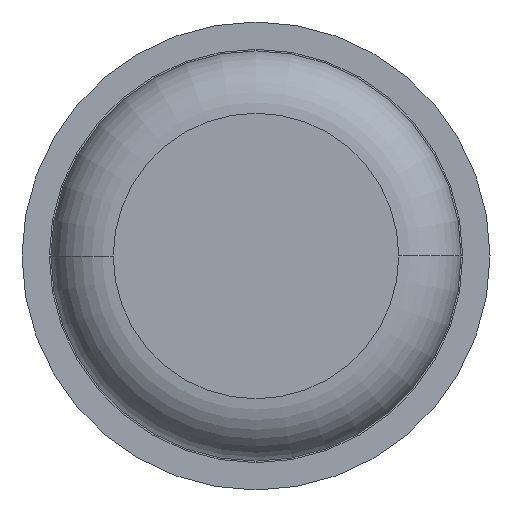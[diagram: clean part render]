
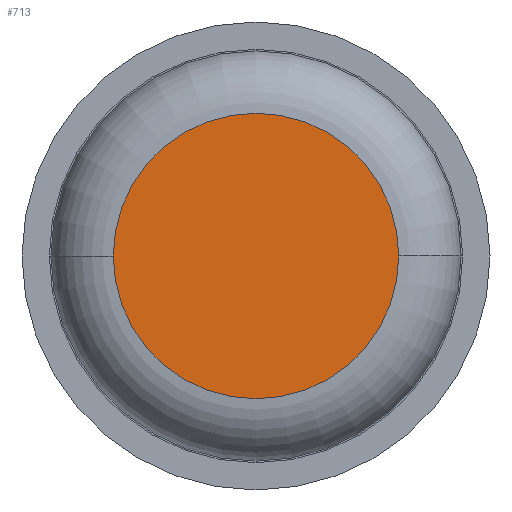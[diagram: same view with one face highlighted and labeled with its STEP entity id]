
A CAD part, front view. The second image highlights one B-rep face of the part: STEP entity #713.
In plain terms, the highlighted planar face has unit normal (0, -1, 0).
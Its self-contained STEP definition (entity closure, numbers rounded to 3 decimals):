
#32 = CARTESIAN_POINT ( 'NONE',  ( 0., 0., 0. ) ) ;
#64 = AXIS2_PLACEMENT_3D ( 'NONE', #3124, #1551, #3660 ) ;
#240 = AXIS2_PLACEMENT_3D ( 'NONE', #32, #2111, #1205 ) ;
#285 = CIRCLE ( 'NONE', #64, 0.915 ) ;
#478 = VERTEX_POINT ( 'NONE', #1175 ) ;
#706 = DIRECTION ( 'NONE',  ( 0., 1., 0. ) ) ;
#713 = ADVANCED_FACE ( 'Defeature ausgef�hrt1_6', ( #2112 ), #2535, .F. ) ;
#1175 = CARTESIAN_POINT ( 'NONE',  ( 0.915, 0., 0. ) ) ;
#1199 = AXIS2_PLACEMENT_3D ( 'NONE', #3126, #706, #3150 ) ;
#1205 = DIRECTION ( 'NONE',  ( -1., 0., 0. ) ) ;
#1551 = DIRECTION ( 'NONE',  ( 0., -1., 0. ) ) ;
#2111 = DIRECTION ( 'NONE',  ( 0., -1., 0. ) ) ;
#2112 = FACE_OUTER_BOUND ( 'NONE', #3635, .T. ) ;
#2143 = EDGE_CURVE ( 'Defeature ausgef�hrt1_6+Defeature ausgef�hrt1_7+Defeature ausgef�hrt1_7+Defeature ausgef�hrt1_7', #478, #3067, #2694, .T. ) ;
#2535 = PLANE ( 'NONE',  #1199 ) ;
#2661 = ORIENTED_EDGE ( 'NONE', *, *, #2880, .T. ) ;
#2694 = CIRCLE ( 'NONE', #240, 0.915 ) ;
#2838 = CARTESIAN_POINT ( 'NONE',  ( -0.915, 0., 0. ) ) ;
#2880 = EDGE_CURVE ( 'Defeature ausgef�hrt1_6+Defeature ausgef�hrt1_7+Defeature ausgef�hrt1_7+Defeature ausgef�hrt1_7', #3067, #478, #285, .T. ) ;
#3067 = VERTEX_POINT ( 'NONE', #2838 ) ;
#3124 = CARTESIAN_POINT ( 'NONE',  ( 0., 0., 0. ) ) ;
#3126 = CARTESIAN_POINT ( 'NONE',  ( 0., 0., 0. ) ) ;
#3150 = DIRECTION ( 'NONE',  ( -1., 0., 0. ) ) ;
#3635 = EDGE_LOOP ( 'NONE', ( #2661, #3907 ) ) ;
#3660 = DIRECTION ( 'NONE',  ( -1., 0., 0. ) ) ;
#3907 = ORIENTED_EDGE ( 'NONE', *, *, #2143, .T. ) ;
